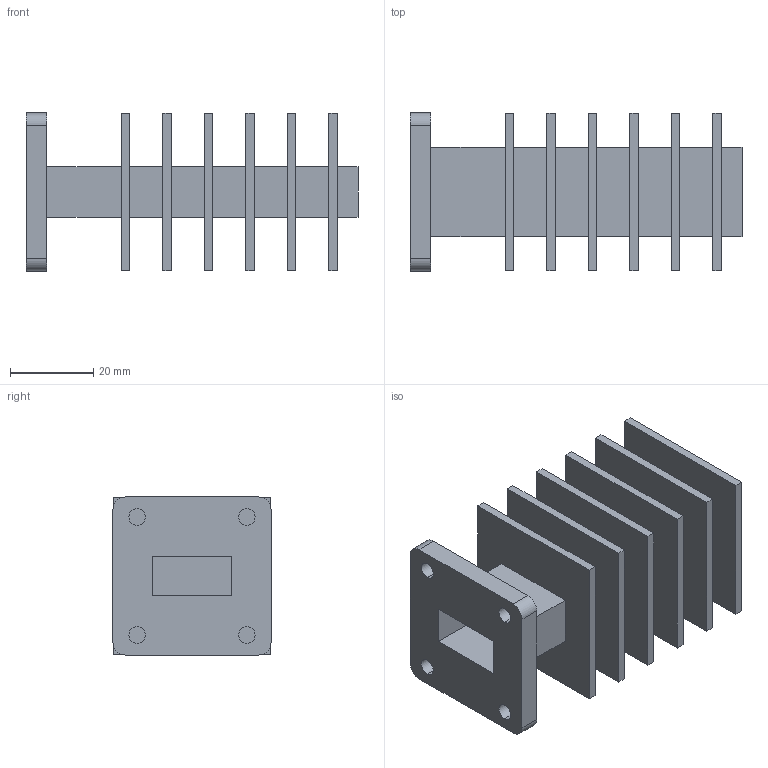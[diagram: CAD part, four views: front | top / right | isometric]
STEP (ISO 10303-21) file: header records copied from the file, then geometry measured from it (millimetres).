
FILE_DESCRIPTION (( 'STEP AP214' ), '1' );
FILE_NAME ('FMW75TR001_3D.step', '2025-06-04T17:31:09', ( '' ), ( '' ), 'SwSTEP 2.0', 'SolidWorks 2022', '' );
FILE_SCHEMA (( 'AUTOMOTIVE_DESIGN' ));
Length unit declared in the file: inch
Products named in the file (1): FMW75TR001_3D
Bounding box: 80 x 38.1 x 38.1 mm (x, y, z)
Volume: 26414.1 mm3; surface area: 28541.6 mm2
Topology: 1 solids, 1 shells, 88 faces, 216 edges, 144 vertices
Faces by surface type: plane 76, cylinder 12
Entity records: 2620 total; most frequent: CARTESIAN_POINT 449, ORIENTED_EDGE 432, DIRECTION 418, EDGE_CURVE 216, LINE 192, VECTOR 192, VERTEX_POINT 144, AXIS2_PLACEMENT_3D 113
